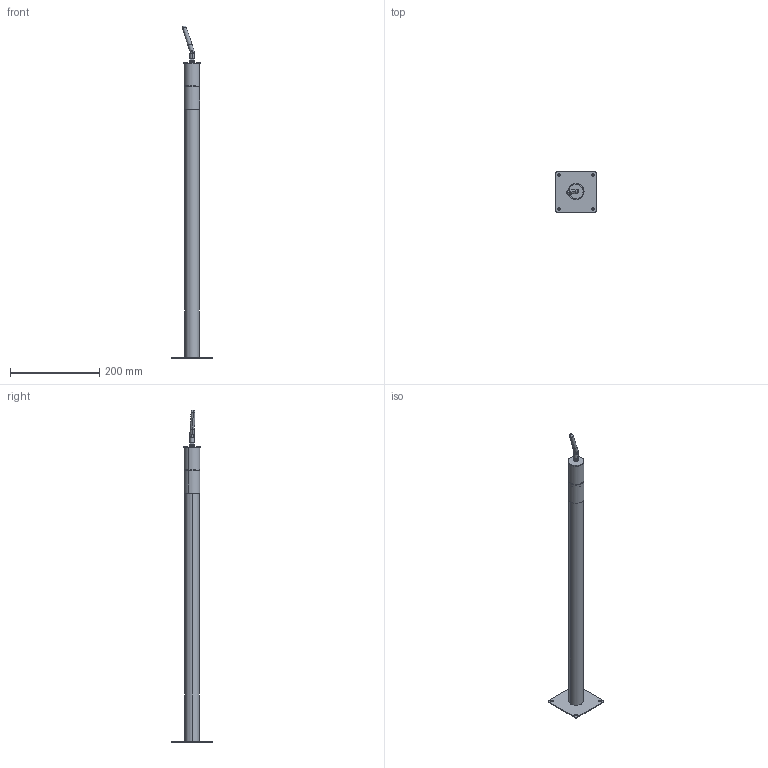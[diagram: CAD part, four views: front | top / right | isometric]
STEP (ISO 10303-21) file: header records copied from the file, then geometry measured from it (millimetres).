
FILE_DESCRIPTION (( 'STEP AP203' ), '1' );
FILE_NAME ('EP4H00000A0YA0.STEP', '2019-04-08T16:41:41', ( '' ), ( '' ), 'SwSTEP 2.0', 'SolidWorks 2018', '' );
FILE_SCHEMA (( 'CONFIG_CONTROL_DESIGN' ));
Length unit declared in the file: millimetre
Products named in the file (1): EP4H00000A0YA0
Bounding box: 90 x 90 x 744.34 mm (x, y, z)
Surface area: 157799.2 mm2 (no closed solid volume)
Topology: 0 solids, 8 shells, 186 faces, 491 edges, 320 vertices
Faces by surface type: cylinder 146, plane 32, bspline 4, cone 2, torus 2
Entity records: 6105 total; most frequent: CARTESIAN_POINT 1166, DIRECTION 1141, ORIENTED_EDGE 962, EDGE_CURVE 483, AXIS2_PLACEMENT_3D 481, VERTEX_POINT 320, CIRCLE 298, EDGE_LOOP 217
